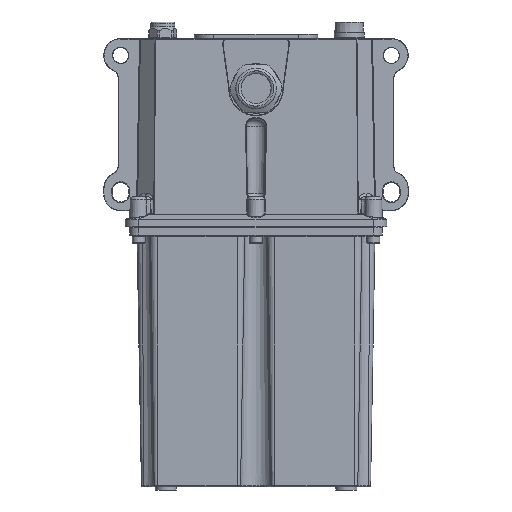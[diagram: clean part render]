
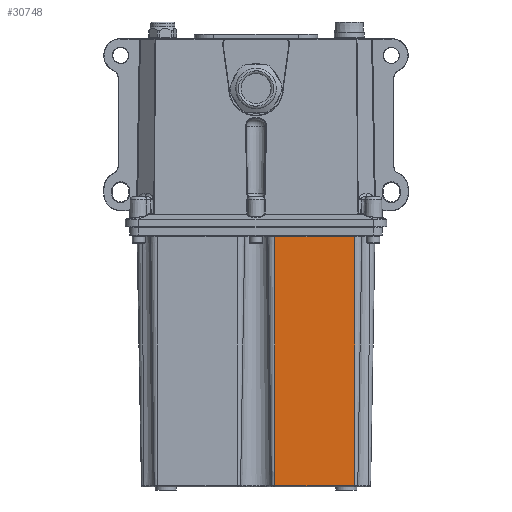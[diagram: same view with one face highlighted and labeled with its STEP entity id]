
A CAD part, front view. The second image highlights one B-rep face of the part: STEP entity #30748.
In plain terms, the highlighted planar face has unit normal (0, -1, -0.018).
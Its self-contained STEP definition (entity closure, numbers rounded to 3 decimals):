
#1096=LINE('',#51780,#2063);
#1097=LINE('',#51784,#2064);
#1098=LINE('',#51786,#2065);
#1099=LINE('',#51788,#2066);
#2063=VECTOR('',#38785,1000.);
#2064=VECTOR('',#38790,1000.);
#2065=VECTOR('',#38791,1000.);
#2066=VECTOR('',#38792,1000.);
#3084=PLANE('',#33172);
#9628=ORIENTED_EDGE('',*,*,#13242,.F.);
#9629=ORIENTED_EDGE('',*,*,#13244,.T.);
#9630=ORIENTED_EDGE('',*,*,#13245,.T.);
#9631=ORIENTED_EDGE('',*,*,#13246,.T.);
#13242=EDGE_CURVE('',#15307,#15308,#1096,.T.);
#13244=EDGE_CURVE('',#15307,#15309,#1097,.F.);
#13245=EDGE_CURVE('',#15309,#15310,#1098,.T.);
#13246=EDGE_CURVE('',#15310,#15308,#1099,.T.);
#15307=VERTEX_POINT('',#51779);
#15308=VERTEX_POINT('',#51781);
#15309=VERTEX_POINT('',#51785);
#15310=VERTEX_POINT('',#51787);
#18001=EDGE_LOOP('',(#9628,#9629,#9630,#9631));
#19532=FACE_BOUND('',#18001,.T.);
#30748=ADVANCED_FACE('',(#19532),#3084,.F.);
#33172=AXIS2_PLACEMENT_3D('',#51783,#38788,#38789);
#38785=DIRECTION('',(0.,0.017,-1.));
#38788=DIRECTION('',(0.,1.,0.017));
#38789=DIRECTION('',(0.,0.017,-1.));
#38790=DIRECTION('',(1.,0.,0.));
#38791=DIRECTION('',(0.,0.017,-1.));
#38792=DIRECTION('',(1.,0.,0.));
#51779=CARTESIAN_POINT('',(65.565,-79.096,-6.491));
#51780=CARTESIAN_POINT('',(65.565,-79.,-12.));
#51781=CARTESIAN_POINT('',(65.565,-76.207,-172.017));
#51783=CARTESIAN_POINT('',(0.,-79.,-12.));
#51784=CARTESIAN_POINT('',(12.369,-79.096,-6.491));
#51785=CARTESIAN_POINT('',(12.369,-79.096,-6.491));
#51786=CARTESIAN_POINT('',(12.369,-79.,-12.));
#51787=CARTESIAN_POINT('',(12.369,-76.207,-172.017));
#51788=CARTESIAN_POINT('',(65.565,-76.207,-172.017));
